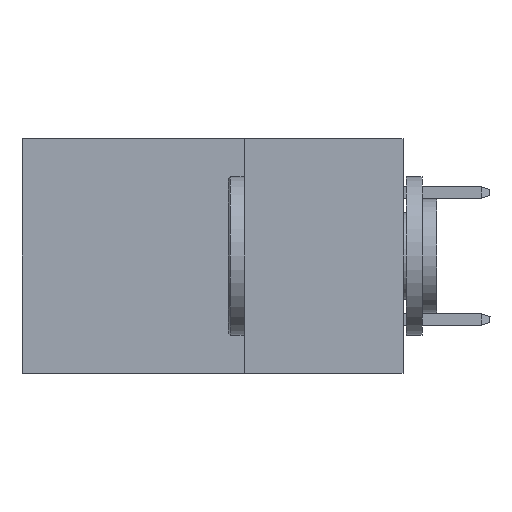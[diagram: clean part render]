
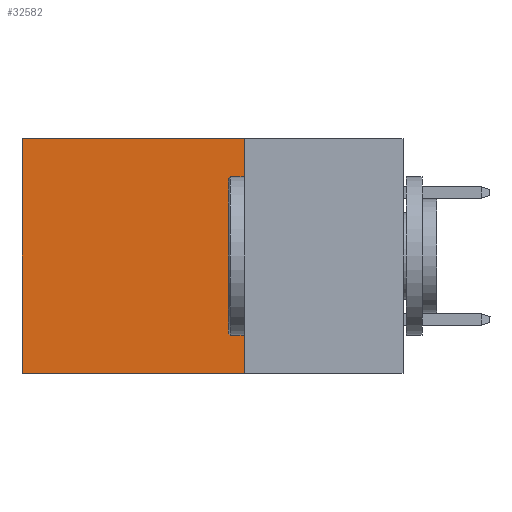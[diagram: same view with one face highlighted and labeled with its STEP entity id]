
A CAD part, left-side view. The second image highlights one B-rep face of the part: STEP entity #32582.
In plain terms, the highlighted planar face has unit normal (-1, 0, 0).
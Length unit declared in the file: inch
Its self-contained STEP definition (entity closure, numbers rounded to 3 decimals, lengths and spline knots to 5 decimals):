
#368 = CARTESIAN_POINT ( 'NONE',  ( 0.2875, 0.6, 0. ) ) ;
#1178 = CARTESIAN_POINT ( 'NONE',  ( 0.2875, 0.25, 0. ) ) ;
#2625 = LINE ( 'NONE', #13296, #33482 ) ;
#2923 = ORIENTED_EDGE ( 'NONE', *, *, #16627, .T. ) ;
#3002 = CARTESIAN_POINT ( 'NONE',  ( 0.2875, 0.25, 0. ) ) ;
#3113 = VERTEX_POINT ( 'NONE', #5042 ) ;
#4822 = EDGE_CURVE ( 'NONE', #31292, #3113, #8534, .T. ) ;
#5042 = CARTESIAN_POINT ( 'NONE',  ( 0.2875, 0.25, -0.37 ) ) ;
#5551 = CARTESIAN_POINT ( 'NONE',  ( 0.2875, 0.6, 0. ) ) ;
#6805 = DIRECTION ( 'NONE',  ( 0., 1., 0. ) ) ;
#7545 = EDGE_CURVE ( 'NONE', #3113, #12804, #2625, .T. ) ;
#8534 = LINE ( 'NONE', #29200, #32802 ) ;
#8771 = AXIS2_PLACEMENT_3D ( 'NONE', #32761, #9372, #12433 ) ;
#9372 = DIRECTION ( 'NONE',  ( 1., 0., 0. ) ) ;
#10941 = ORIENTED_EDGE ( 'NONE', *, *, #7545, .F. ) ;
#11785 = ORIENTED_EDGE ( 'NONE', *, *, #4822, .F. ) ;
#12433 = DIRECTION ( 'NONE',  ( 0., 0., -1. ) ) ;
#12743 = FACE_OUTER_BOUND ( 'NONE', #20213, .T. ) ;
#12804 = VERTEX_POINT ( 'NONE', #15941 ) ;
#12982 = DIRECTION ( 'NONE',  ( 0., 0., -1. ) ) ;
#13296 = CARTESIAN_POINT ( 'NONE',  ( 0.2875, 0.25, -0.37 ) ) ;
#13574 = EDGE_CURVE ( 'NONE', #25151, #12804, #25883, .T. ) ;
#14799 = VECTOR ( 'NONE', #6805, 39.37008 ) ;
#14840 = PLANE ( 'NONE',  #8771 ) ;
#15941 = CARTESIAN_POINT ( 'NONE',  ( 0.2875, 0.6, -0.37 ) ) ;
#16627 = EDGE_CURVE ( 'NONE', #31292, #25151, #24582, .T. ) ;
#18947 = DIRECTION ( 'NONE',  ( 0., 1., 0. ) ) ;
#20213 = EDGE_LOOP ( 'NONE', ( #30915, #10941, #11785, #2923 ) ) ;
#20771 = DIRECTION ( 'NONE',  ( 0., 0., -1. ) ) ;
#24582 = LINE ( 'NONE', #1178, #14799 ) ;
#25151 = VERTEX_POINT ( 'NONE', #368 ) ;
#25883 = LINE ( 'NONE', #5551, #29338 ) ;
#29200 = CARTESIAN_POINT ( 'NONE',  ( 0.2875, 0.25, 0. ) ) ;
#29338 = VECTOR ( 'NONE', #20771, 39.37008 ) ;
#30915 = ORIENTED_EDGE ( 'NONE', *, *, #13574, .T. ) ;
#31292 = VERTEX_POINT ( 'NONE', #3002 ) ;
#32582 = ADVANCED_FACE ( 'NONE', ( #12743 ), #14840, .F. ) ;
#32761 = CARTESIAN_POINT ( 'NONE',  ( 0.2875, 0.25, 0. ) ) ;
#32802 = VECTOR ( 'NONE', #12982, 39.37008 ) ;
#33482 = VECTOR ( 'NONE', #18947, 39.37008 ) ;
